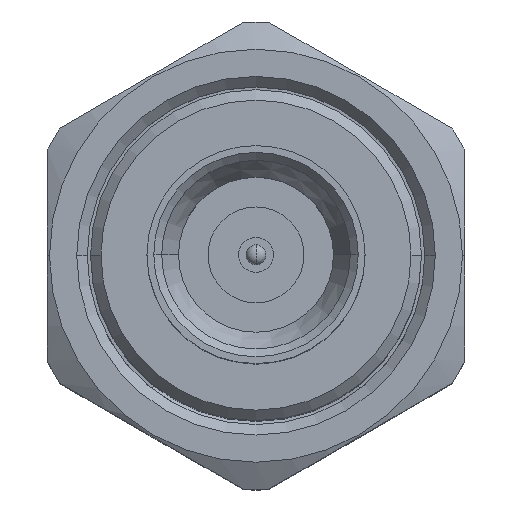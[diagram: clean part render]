
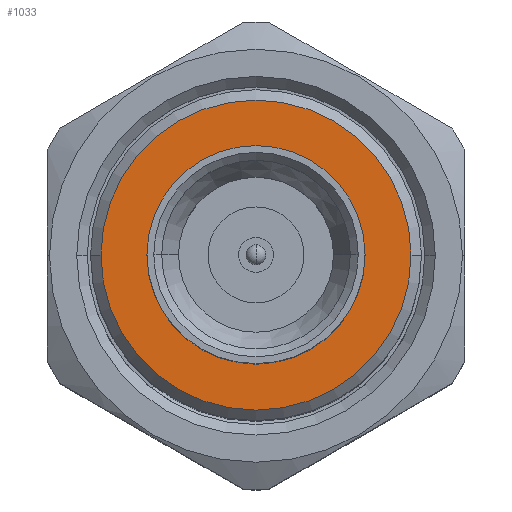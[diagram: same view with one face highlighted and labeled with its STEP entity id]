
A CAD part, top view. The second image highlights one B-rep face of the part: STEP entity #1033.
In plain terms, the highlighted planar face has unit normal (0, 0, 1).
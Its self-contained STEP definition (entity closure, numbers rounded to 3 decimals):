
#18 = EDGE_LOOP ( 'NONE', ( #1655, #1656 ) ) ;
#44 = EDGE_LOOP ( 'NONE', ( #1657, #1658 ) ) ;
#92 = AXIS2_PLACEMENT_3D ( 'NONE', #3153, #3162, #3163 ) ;
#386 = CIRCLE ( 'NONE', #389, 2.95 ) ;
#388 = CIRCLE ( 'NONE', #391, 2.075 ) ;
#389 = AXIS2_PLACEMENT_3D ( 'NONE', #2081, #2082, #2083 ) ;
#391 = AXIS2_PLACEMENT_3D ( 'NONE', #2084, #2085, #2086 ) ;
#584 = CIRCLE ( 'NONE', #587, 2.075 ) ;
#587 = AXIS2_PLACEMENT_3D ( 'NONE', #2546, #2547, #2548 ) ;
#588 = CIRCLE ( 'NONE', #591, 2.95 ) ;
#591 = AXIS2_PLACEMENT_3D ( 'NONE', #2552, #2553, #2554 ) ;
#763 = EDGE_CURVE ( 'NONE', #1106, #1166, #386, .T. ) ;
#764 = EDGE_CURVE ( 'NONE', #1145, #1139, #388, .T. ) ;
#895 = EDGE_CURVE ( 'NONE', #1139, #1145, #584, .T. ) ;
#897 = EDGE_CURVE ( 'NONE', #1166, #1106, #588, .T. ) ;
#1033 = ADVANCED_FACE ( 'NONE', ( #3159, #3146 ), #3160, .F. ) ;
#1106 = VERTEX_POINT ( 'NONE', #3292 ) ;
#1139 = VERTEX_POINT ( 'NONE', #3325 ) ;
#1145 = VERTEX_POINT ( 'NONE', #3331 ) ;
#1166 = VERTEX_POINT ( 'NONE', #3352 ) ;
#1655 = ORIENTED_EDGE ( 'NONE', *, *, #763, .F. ) ;
#1656 = ORIENTED_EDGE ( 'NONE', *, *, #897, .F. ) ;
#1657 = ORIENTED_EDGE ( 'NONE', *, *, #764, .T. ) ;
#1658 = ORIENTED_EDGE ( 'NONE', *, *, #895, .T. ) ;
#2081 = CARTESIAN_POINT ( 'NONE',  ( 0., 0., -3.22 ) ) ;
#2082 = DIRECTION ( 'NONE',  ( 0., 0., -1. ) ) ;
#2083 = DIRECTION ( 'NONE',  ( -1., 0., 0. ) ) ;
#2084 = CARTESIAN_POINT ( 'NONE',  ( 0., 0., -3.22 ) ) ;
#2085 = DIRECTION ( 'NONE',  ( 0., 0., -1. ) ) ;
#2086 = DIRECTION ( 'NONE',  ( -1., 0., 0. ) ) ;
#2546 = CARTESIAN_POINT ( 'NONE',  ( 0., 0., -3.22 ) ) ;
#2547 = DIRECTION ( 'NONE',  ( 0., 0., -1. ) ) ;
#2548 = DIRECTION ( 'NONE',  ( -1., 0., 0. ) ) ;
#2552 = CARTESIAN_POINT ( 'NONE',  ( 0., 0., -3.22 ) ) ;
#2553 = DIRECTION ( 'NONE',  ( 0., 0., -1. ) ) ;
#2554 = DIRECTION ( 'NONE',  ( -1., 0., 0. ) ) ;
#3146 = FACE_BOUND ( 'NONE', #44, .T. ) ;
#3153 = CARTESIAN_POINT ( 'NONE',  ( 0., 2.075, -3.22 ) ) ;
#3159 = FACE_OUTER_BOUND ( 'NONE', #18, .T. ) ;
#3160 = PLANE ( 'NONE',  #92 ) ;
#3162 = DIRECTION ( 'NONE',  ( 0., 0., -1. ) ) ;
#3163 = DIRECTION ( 'NONE',  ( -1., 0., 0. ) ) ;
#3292 = CARTESIAN_POINT ( 'NONE',  ( -2.95, 0., -3.22 ) ) ;
#3325 = CARTESIAN_POINT ( 'NONE',  ( 2.075, 0., -3.22 ) ) ;
#3331 = CARTESIAN_POINT ( 'NONE',  ( -2.075, 0., -3.22 ) ) ;
#3352 = CARTESIAN_POINT ( 'NONE',  ( 2.95, 0., -3.22 ) ) ;
